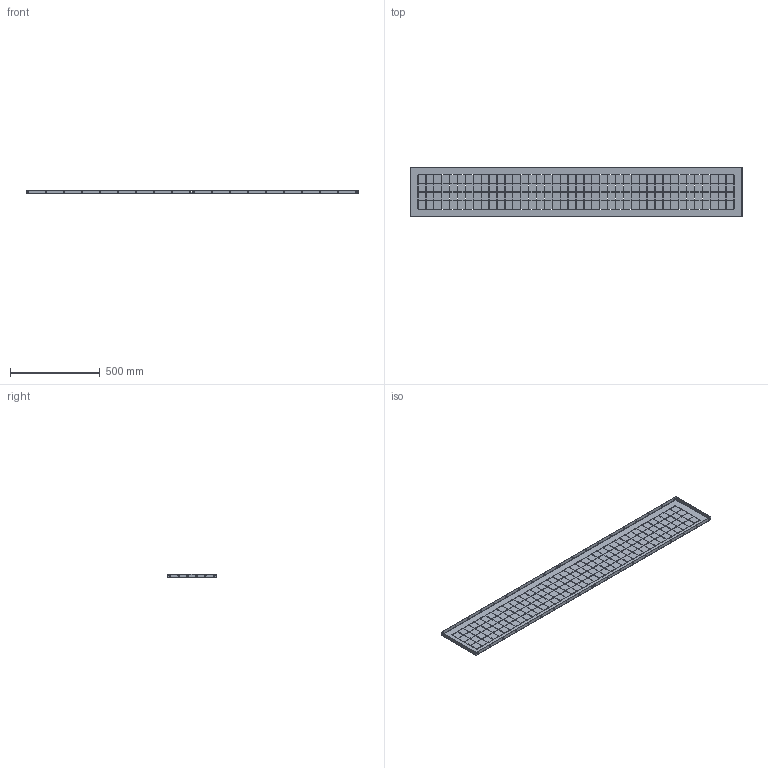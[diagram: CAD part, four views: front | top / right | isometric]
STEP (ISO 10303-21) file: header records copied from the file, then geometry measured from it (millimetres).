
FILE_DESCRIPTION (( 'STEP AP214' ), '1' );
FILE_NAME ('ÌÈ-2570.00.00.001 Ïåðåãîðîäêà âåðòèêàëüíàÿ ïî ãëóáèíå øêàôà 2000õ400.STEP', '2022-12-09T06:23:51', ( '' ), ( '' ), 'SwSTEP 2.0', 'SolidWorks 2021', '' );
FILE_SCHEMA (( 'AUTOMOTIVE_DESIGN' ));
Length unit declared in the file: millimetre
Products named in the file (1): ÌÈ-2570.00.00.001 Ïåðåãîðîäêà âåðòèêàëüíàÿ ïî ãëóáèíå øêàôà 2000õ400
Bounding box: 1849 x 275 x 21 mm (x, y, z)
Volume: 558643.2 mm3; surface area: 1154124 mm2
Topology: 1 solids, 1 shells, 1598 faces, 4756 edges, 3160 vertices
Faces by surface type: plane 1482, cylinder 108, bspline 8
Entity records: 54975 total; most frequent: CARTESIAN_POINT 10276, ORIENTED_EDGE 9512, DIRECTION 8110, EDGE_CURVE 4756, LINE 4528, VECTOR 4528, VERTEX_POINT 3160, EDGE_LOOP 2426
